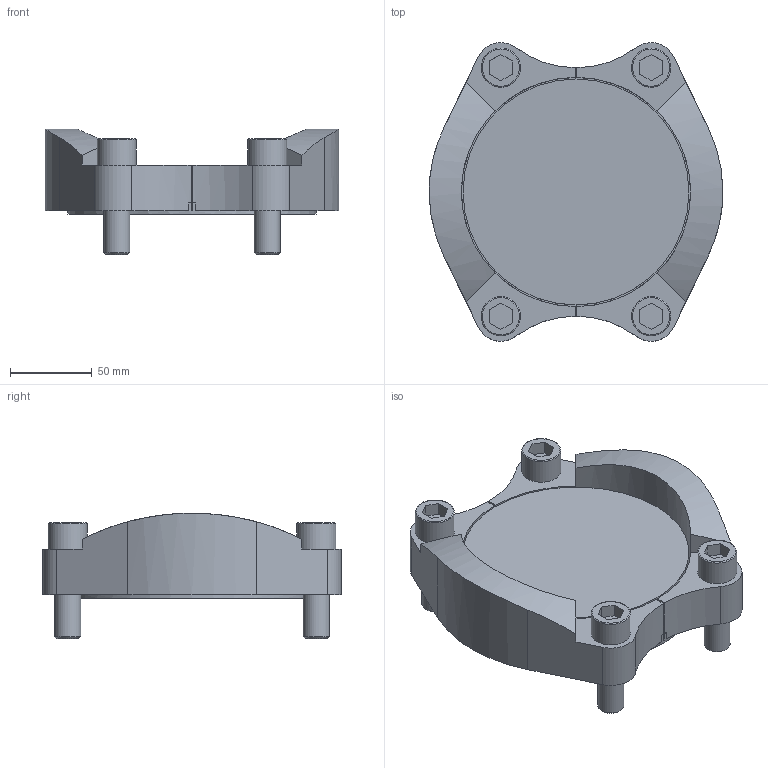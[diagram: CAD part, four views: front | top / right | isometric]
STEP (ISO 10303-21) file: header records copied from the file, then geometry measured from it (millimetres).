
FILE_DESCRIPTION(/* description */ ('STEP AP203'),/* implementation_level */ '2;1');
FILE_NAME(/* name */ 'SAE Blind Flange AFAB 127-3-01',/* time_stamp */ '2023-07-21T09:04:51+02:00',/* author */ ('License CC BY-ND 4.0'),/* organization */ ('CADENAS'),/* preprocessor_version */ 'ST-DEVELOPER v19.3',/* originating_system */ 'PARTsolutions',/* authorisation */ ' ');
FILE_SCHEMA (('CONFIG_CONTROL_DESIGN'));
Length unit declared in the file: millimetre
Products named in the file (1): SAE Blindflansch AFAB 127-3-01
Bounding box: 180 x 183 x 77 mm (x, y, z)
Volume: 891249.3 mm3; surface area: 128686.5 mm2
Topology: 1 solids, 2 shells, 116 faces, 278 edges, 180 vertices
Faces by surface type: plane 70, cylinder 35, torus 7, cone 4
Full cylindrical faces by diameter (mm): 16 x4, 17 x4, 24 x4, 136.12 x2, 138.5 x1, 143.18 x1, 152.4 x1
Entity records: 3280 total; most frequent: CARTESIAN_POINT 607, DIRECTION 568, ORIENTED_EDGE 490, EDGE_CURVE 245, AXIS2_PLACEMENT_3D 214, VERTEX_POINT 175, EDGE_LOOP 164, FACE_BOUND 164
